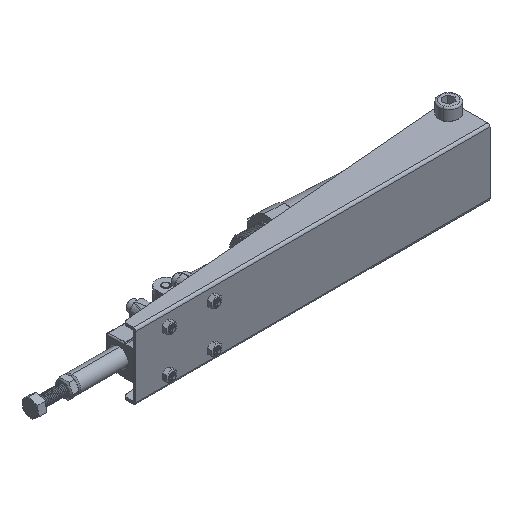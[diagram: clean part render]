
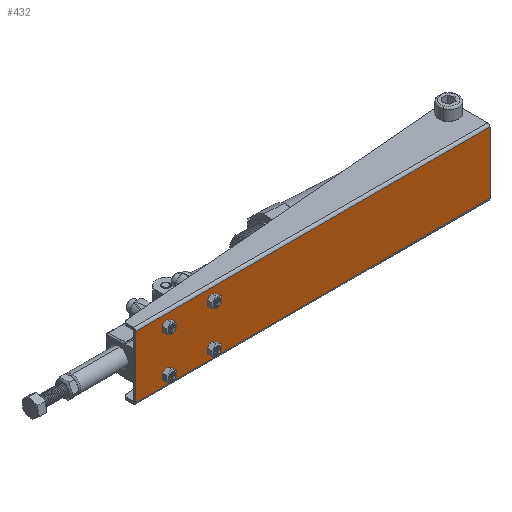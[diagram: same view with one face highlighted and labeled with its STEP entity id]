
A CAD part, isometric view. The second image highlights one B-rep face of the part: STEP entity #432.
In plain terms, the highlighted planar face has unit normal (0, -1, 0).
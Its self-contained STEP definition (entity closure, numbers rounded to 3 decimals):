
#432 = ADVANCED_FACE ( 'NONE', ( #36510, #19467, #68562, #2394, #34538 ), #4257, .F. ) ;
#546 = ORIENTED_EDGE ( 'NONE', *, *, #54772, .F. ) ;
#1156 = DIRECTION ( 'NONE',  ( 0., 0., 1. ) ) ;
#1781 = EDGE_CURVE ( 'NONE', #31666, #5144, #67433, .T. ) ;
#2394 = FACE_BOUND ( 'NONE', #7200, .T. ) ;
#2501 = AXIS2_PLACEMENT_3D ( 'NONE', #12682, #57525, #19137 ) ;
#3471 = DIRECTION ( 'NONE',  ( 0., 0., 1. ) ) ;
#4257 = PLANE ( 'NONE',  #55155 ) ;
#5144 = VERTEX_POINT ( 'NONE', #69690 ) ;
#5395 = EDGE_CURVE ( 'NONE', #68995, #7978, #28079, .T. ) ;
#5884 = DIRECTION ( 'NONE',  ( 0., 0., 1. ) ) ;
#6320 = EDGE_CURVE ( 'NONE', #22644, #70311, #62030, .T. ) ;
#6364 = ORIENTED_EDGE ( 'NONE', *, *, #35616, .T. ) ;
#7106 = AXIS2_PLACEMENT_3D ( 'NONE', #80209, #41874, #3471 ) ;
#7200 = EDGE_LOOP ( 'NONE', ( #51968, #70043 ) ) ;
#7978 = VERTEX_POINT ( 'NONE', #17704 ) ;
#8431 = ORIENTED_EDGE ( 'NONE', *, *, #1781, .T. ) ;
#9300 = AXIS2_PLACEMENT_3D ( 'NONE', #82624, #44288, #5884 ) ;
#10682 = CARTESIAN_POINT ( 'NONE',  ( -82.398, -2.557, 54. ) ) ;
#12000 = EDGE_LOOP ( 'NONE', ( #26873, #30622, #546, #39315 ) ) ;
#12478 = CIRCLE ( 'NONE', #32939, 2.65 ) ;
#12682 = CARTESIAN_POINT ( 'NONE',  ( -20.898, -2.557, 43.8 ) ) ;
#13845 = DIRECTION ( 'NONE',  ( 0., 0., -1. ) ) ;
#15956 = CIRCLE ( 'NONE', #9300, 2.65 ) ;
#17158 = DIRECTION ( 'NONE',  ( 0., 0., 1. ) ) ;
#17704 = CARTESIAN_POINT ( 'NONE',  ( -20.898, -2.557, 46.45 ) ) ;
#19137 = DIRECTION ( 'NONE',  ( 0., 0., 1. ) ) ;
#19467 = FACE_BOUND ( 'NONE', #63789, .T. ) ;
#22644 = VERTEX_POINT ( 'NONE', #43664 ) ;
#25796 = VERTEX_POINT ( 'NONE', #49113 ) ;
#25801 = CARTESIAN_POINT ( 'NONE',  ( -82.398, -2.557, 2. ) ) ;
#26343 = LINE ( 'NONE', #58685, #75436 ) ;
#26873 = ORIENTED_EDGE ( 'NONE', *, *, #33157, .T. ) ;
#27476 = CARTESIAN_POINT ( 'NONE',  ( -57.398, -2.557, 41.15 ) ) ;
#27762 = CARTESIAN_POINT ( 'NONE',  ( -57.398, -2.557, 7.55 ) ) ;
#28079 = CIRCLE ( 'NONE', #2501, 2.65 ) ;
#29838 = DIRECTION ( 'NONE',  ( 0., 1., 0. ) ) ;
#30507 = AXIS2_PLACEMENT_3D ( 'NONE', #73628, #35277, #80015 ) ;
#30622 = ORIENTED_EDGE ( 'NONE', *, *, #6320, .T. ) ;
#31666 = VERTEX_POINT ( 'NONE', #27476 ) ;
#32939 = AXIS2_PLACEMENT_3D ( 'NONE', #68191, #29838, #74629 ) ;
#33157 = EDGE_CURVE ( 'NONE', #72255, #22644, #26343, .T. ) ;
#34103 = VERTEX_POINT ( 'NONE', #47230 ) ;
#34404 = DIRECTION ( 'NONE',  ( 0., 1., 0. ) ) ;
#34538 = FACE_OUTER_BOUND ( 'NONE', #12000, .T. ) ;
#34911 = CARTESIAN_POINT ( 'NONE',  ( -20.898, -2.557, 43.8 ) ) ;
#35277 = DIRECTION ( 'NONE',  ( 0., 1., 0. ) ) ;
#35616 = EDGE_CURVE ( 'NONE', #5144, #31666, #50866, .T. ) ;
#36510 = FACE_BOUND ( 'NONE', #76610, .T. ) ;
#36751 = CARTESIAN_POINT ( 'NONE',  ( -82.398, -2.557, 52. ) ) ;
#39315 = ORIENTED_EDGE ( 'NONE', *, *, #65129, .T. ) ;
#39539 = VECTOR ( 'NONE', #79170, 1000. ) ;
#39544 = DIRECTION ( 'NONE',  ( 0., 1., 0. ) ) ;
#40908 = AXIS2_PLACEMENT_3D ( 'NONE', #34911, #79647, #41322 ) ;
#41289 = CARTESIAN_POINT ( 'NONE',  ( -82.398, -2.557, 52. ) ) ;
#41322 = DIRECTION ( 'NONE',  ( 0., 0., 1. ) ) ;
#41874 = DIRECTION ( 'NONE',  ( 0., 1., 0. ) ) ;
#43664 = CARTESIAN_POINT ( 'NONE',  ( -82.398, -2.557, 2. ) ) ;
#44288 = DIRECTION ( 'NONE',  ( 0., 1., 0. ) ) ;
#47230 = CARTESIAN_POINT ( 'NONE',  ( -20.898, -2.557, 7.55 ) ) ;
#48568 = CIRCLE ( 'NONE', #7106, 2.65 ) ;
#48929 = VERTEX_POINT ( 'NONE', #50347 ) ;
#49113 = CARTESIAN_POINT ( 'NONE',  ( -20.898, -2.557, 12.85 ) ) ;
#50347 = CARTESIAN_POINT ( 'NONE',  ( -57.398, -2.557, 12.85 ) ) ;
#50866 = CIRCLE ( 'NONE', #30507, 2.65 ) ;
#51968 = ORIENTED_EDGE ( 'NONE', *, *, #59738, .T. ) ;
#52834 = CARTESIAN_POINT ( 'NONE',  ( 204.602, -2.557, 54. ) ) ;
#54526 = CIRCLE ( 'NONE', #80948, 2.65 ) ;
#54772 = EDGE_CURVE ( 'NONE', #61180, #70311, #83037, .T. ) ;
#55155 = AXIS2_PLACEMENT_3D ( 'NONE', #10682, #55522, #17158 ) ;
#55522 = DIRECTION ( 'NONE',  ( 0., 1., 0. ) ) ;
#56603 = CARTESIAN_POINT ( 'NONE',  ( -20.898, -2.557, 41.15 ) ) ;
#57283 = VERTEX_POINT ( 'NONE', #27762 ) ;
#57525 = DIRECTION ( 'NONE',  ( 0., 1., 0. ) ) ;
#58302 = EDGE_CURVE ( 'NONE', #7978, #68995, #64775, .T. ) ;
#58685 = CARTESIAN_POINT ( 'NONE',  ( -82.398, -2.557, 54. ) ) ;
#59163 = CARTESIAN_POINT ( 'NONE',  ( 204.602, -2.557, 52. ) ) ;
#59288 = DIRECTION ( 'NONE',  ( 0., 0., -1. ) ) ;
#59685 = EDGE_CURVE ( 'NONE', #25796, #34103, #48568, .T. ) ;
#59738 = EDGE_CURVE ( 'NONE', #48929, #57283, #12478, .T. ) ;
#60057 = VECTOR ( 'NONE', #70616, 1000. ) ;
#60441 = ORIENTED_EDGE ( 'NONE', *, *, #5395, .T. ) ;
#61180 = VERTEX_POINT ( 'NONE', #59163 ) ;
#62030 = LINE ( 'NONE', #25801, #60057 ) ;
#62410 = CARTESIAN_POINT ( 'NONE',  ( 204.602, -2.557, 2. ) ) ;
#62772 = ORIENTED_EDGE ( 'NONE', *, *, #59685, .T. ) ;
#63789 = EDGE_LOOP ( 'NONE', ( #73947, #60441 ) ) ;
#64052 = VECTOR ( 'NONE', #59288, 1000. ) ;
#64775 = CIRCLE ( 'NONE', #40908, 2.65 ) ;
#65129 = EDGE_CURVE ( 'NONE', #61180, #72255, #71631, .T. ) ;
#67302 = AXIS2_PLACEMENT_3D ( 'NONE', #77910, #39544, #1156 ) ;
#67433 = CIRCLE ( 'NONE', #67302, 2.65 ) ;
#68191 = CARTESIAN_POINT ( 'NONE',  ( -57.398, -2.557, 10.2 ) ) ;
#68562 = FACE_BOUND ( 'NONE', #79565, .T. ) ;
#68995 = VERTEX_POINT ( 'NONE', #56603 ) ;
#69690 = CARTESIAN_POINT ( 'NONE',  ( -57.398, -2.557, 46.45 ) ) ;
#70043 = ORIENTED_EDGE ( 'NONE', *, *, #71214, .T. ) ;
#70311 = VERTEX_POINT ( 'NONE', #62410 ) ;
#70616 = DIRECTION ( 'NONE',  ( 1., 0., 0. ) ) ;
#71214 = EDGE_CURVE ( 'NONE', #57283, #48929, #15956, .T. ) ;
#71631 = LINE ( 'NONE', #41289, #39539 ) ;
#72255 = VERTEX_POINT ( 'NONE', #36751 ) ;
#72752 = CARTESIAN_POINT ( 'NONE',  ( -20.898, -2.557, 10.2 ) ) ;
#73628 = CARTESIAN_POINT ( 'NONE',  ( -57.398, -2.557, 43.8 ) ) ;
#73947 = ORIENTED_EDGE ( 'NONE', *, *, #58302, .T. ) ;
#74629 = DIRECTION ( 'NONE',  ( 0., 0., 1. ) ) ;
#75436 = VECTOR ( 'NONE', #13845, 1000. ) ;
#76557 = EDGE_CURVE ( 'NONE', #34103, #25796, #54526, .T. ) ;
#76610 = EDGE_LOOP ( 'NONE', ( #6364, #8431 ) ) ;
#77910 = CARTESIAN_POINT ( 'NONE',  ( -57.398, -2.557, 43.8 ) ) ;
#79142 = DIRECTION ( 'NONE',  ( 0., 0., 1. ) ) ;
#79170 = DIRECTION ( 'NONE',  ( -1., 0., 0. ) ) ;
#79565 = EDGE_LOOP ( 'NONE', ( #62772, #82773 ) ) ;
#79647 = DIRECTION ( 'NONE',  ( 0., 1., 0. ) ) ;
#80015 = DIRECTION ( 'NONE',  ( 0., 0., 1. ) ) ;
#80209 = CARTESIAN_POINT ( 'NONE',  ( -20.898, -2.557, 10.2 ) ) ;
#80948 = AXIS2_PLACEMENT_3D ( 'NONE', #72752, #34404, #79142 ) ;
#82624 = CARTESIAN_POINT ( 'NONE',  ( -57.398, -2.557, 10.2 ) ) ;
#82773 = ORIENTED_EDGE ( 'NONE', *, *, #76557, .T. ) ;
#83037 = LINE ( 'NONE', #52834, #64052 ) ;
